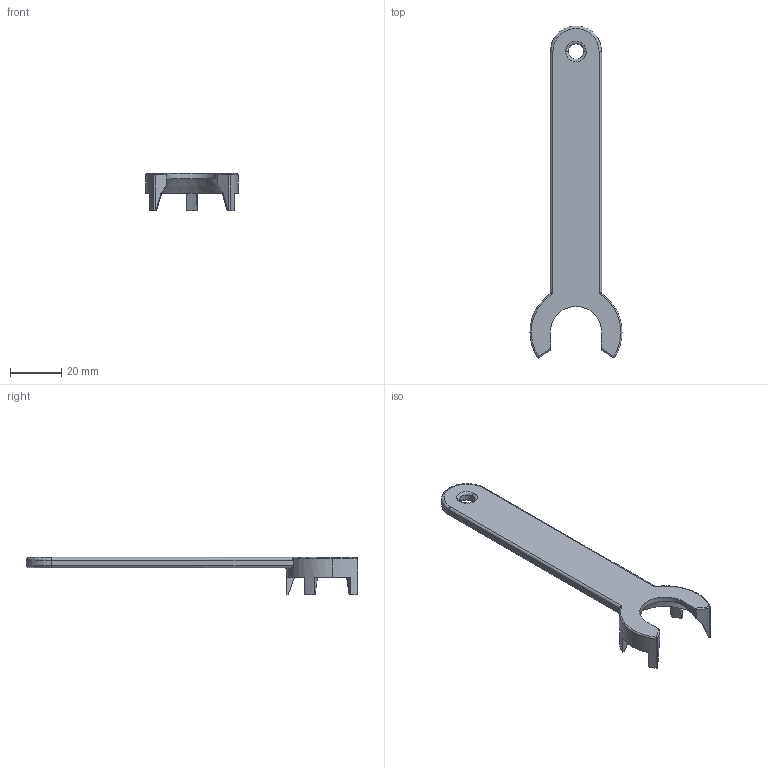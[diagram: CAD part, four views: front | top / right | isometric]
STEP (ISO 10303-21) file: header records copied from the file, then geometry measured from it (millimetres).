
FILE_DESCRIPTION (( 'STEP AP203' ), '1' );
FILE_NAME ('SPANNER E25M .STEP', '2019-04-23T06:24:32', ( '' ), ( '' ), 'SwSTEP 2.0', 'SolidWorks 2014', '' );
FILE_SCHEMA (( 'CONFIG_CONTROL_DESIGN' ));
Length unit declared in the file: millimetre
Products named in the file (1): SPANNER E25M 
Bounding box: 36 x 129.8 x 14.5 mm (x, y, z)
Volume: 11150.9 mm3; surface area: 6867.5 mm2
Topology: 1 solids, 1 shells, 70 faces, 179 edges, 107 vertices
Faces by surface type: plane 25, cylinder 21, bspline 18, cone 6
Entity records: 2853 total; most frequent: CARTESIAN_POINT 1224, ORIENTED_EDGE 350, DIRECTION 304, EDGE_CURVE 175, AXIS2_PLACEMENT_3D 113, VERTEX_POINT 107, VECTOR 78, LINE 78
